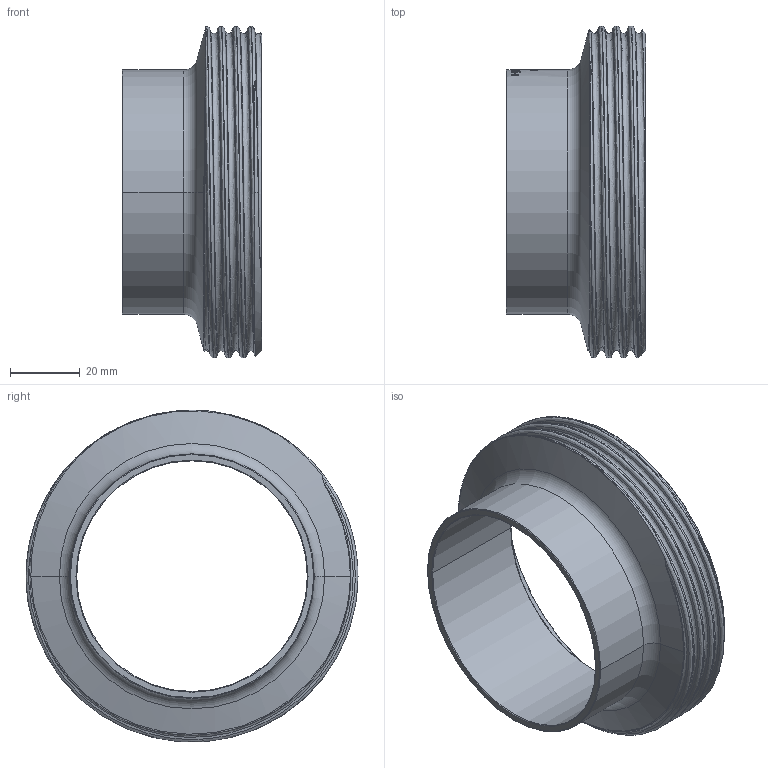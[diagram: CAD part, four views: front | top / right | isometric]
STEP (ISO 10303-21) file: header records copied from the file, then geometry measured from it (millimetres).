
FILE_DESCRIPTION (( 'STEP AP214' ), '1' );
FILE_NAME ('GL-213-065-x Gewindestutzen DIN11851 SC70x2 heco.STEP', '2018-09-14T08:53:21', ( '' ), ( '' ), 'SwSTEP 2.0', 'SolidWorks 2016', '' );
FILE_SCHEMA (( 'AUTOMOTIVE_DESIGN' ));
Length unit declared in the file: millimetre
Products named in the file (1): GL-213-065-x Gewindestutzen DIN11851 SC70x2 heco
Bounding box: 40 x 95 x 94.89 mm (x, y, z)
Volume: 49217.3 mm3; surface area: 27849.3 mm2
Topology: 1 solids, 1 shells, 241 faces, 629 edges, 411 vertices
Faces by surface type: bspline 116, plane 55, cylinder 40, torus 23, cone 7
Entity records: 24813 total; most frequent: CARTESIAN_POINT 17918, ORIENTED_EDGE 1258, EDGE_CURVE 629, DIRECTION 609, VERTEX_POINT 411, B_SPLINE_CURVE_WITH_KNOTS 382, EDGE_LOOP 264, AXIS2_PLACEMENT_3D 254
